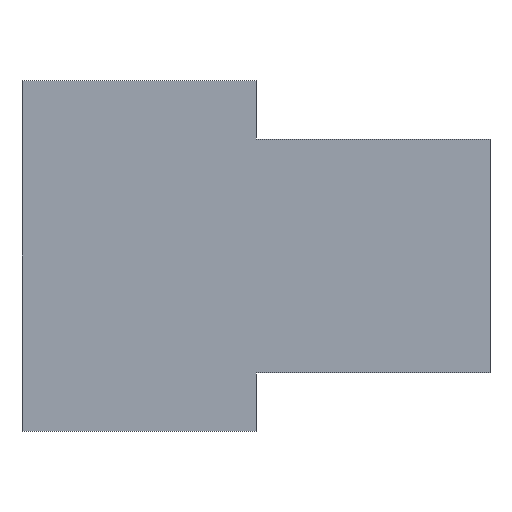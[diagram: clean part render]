
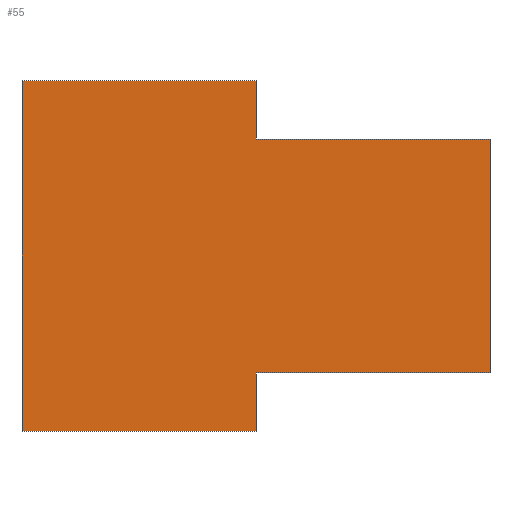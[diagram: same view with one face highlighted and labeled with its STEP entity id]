
A CAD part, top view. The second image highlights one B-rep face of the part: STEP entity #55.
In plain terms, the highlighted planar face has unit normal (0, 0, 1).
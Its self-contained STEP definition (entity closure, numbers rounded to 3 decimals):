
#12=FACE_OUTER_BOUND('',#13,.T.);
#13=EDGE_LOOP('',(#46,#47,#48,#49,#50,#51,#52,#53));
#14=LINE('',#88,#22);
#15=LINE('',#90,#23);
#16=LINE('',#92,#24);
#17=LINE('',#94,#25);
#18=LINE('',#96,#26);
#19=LINE('',#98,#27);
#20=LINE('',#100,#28);
#21=LINE('',#101,#29);
#22=VECTOR('',#76,10.);
#23=VECTOR('',#77,10.);
#24=VECTOR('',#78,10.);
#25=VECTOR('',#79,10.);
#26=VECTOR('',#80,10.);
#27=VECTOR('',#81,10.);
#28=VECTOR('',#82,10.);
#29=VECTOR('',#83,10.);
#30=VERTEX_POINT('',#86);
#31=VERTEX_POINT('',#87);
#32=VERTEX_POINT('',#89);
#33=VERTEX_POINT('',#91);
#34=VERTEX_POINT('',#93);
#35=VERTEX_POINT('',#95);
#36=VERTEX_POINT('',#97);
#37=VERTEX_POINT('',#99);
#38=EDGE_CURVE('',#30,#31,#14,.T.);
#39=EDGE_CURVE('',#31,#32,#15,.T.);
#40=EDGE_CURVE('',#32,#33,#16,.T.);
#41=EDGE_CURVE('',#33,#34,#17,.T.);
#42=EDGE_CURVE('',#35,#34,#18,.T.);
#43=EDGE_CURVE('',#35,#36,#19,.T.);
#44=EDGE_CURVE('',#37,#36,#20,.T.);
#45=EDGE_CURVE('',#30,#37,#21,.T.);
#46=ORIENTED_EDGE('',*,*,#38,.T.);
#47=ORIENTED_EDGE('',*,*,#39,.T.);
#48=ORIENTED_EDGE('',*,*,#40,.T.);
#49=ORIENTED_EDGE('',*,*,#41,.T.);
#50=ORIENTED_EDGE('',*,*,#42,.F.);
#51=ORIENTED_EDGE('',*,*,#43,.T.);
#52=ORIENTED_EDGE('',*,*,#44,.F.);
#53=ORIENTED_EDGE('',*,*,#45,.F.);
#54=PLANE('',#71);
#55=ADVANCED_FACE('',(#12),#54,.T.);
#71=AXIS2_PLACEMENT_3D('',#85,#74,#75);
#74=DIRECTION('center_axis',(0.,0.,1.));
#75=DIRECTION('ref_axis',(1.,0.,0.));
#76=DIRECTION('',(1.,0.,0.));
#77=DIRECTION('',(0.,1.,0.));
#78=DIRECTION('',(1.,0.,0.));
#79=DIRECTION('',(0.,1.,0.));
#80=DIRECTION('',(1.,0.,0.));
#81=DIRECTION('',(0.,1.,0.));
#82=DIRECTION('',(1.,0.,0.));
#83=DIRECTION('',(0.,1.,0.));
#85=CARTESIAN_POINT('Origin',(100.,0.,0.));
#86=CARTESIAN_POINT('',(0.,-75.,0.));
#87=CARTESIAN_POINT('',(100.,-75.,0.));
#88=CARTESIAN_POINT('',(0.,-75.,0.));
#89=CARTESIAN_POINT('',(100.,-50.,0.));
#90=CARTESIAN_POINT('',(100.,-75.,0.));
#91=CARTESIAN_POINT('',(200.,-50.,0.));
#92=CARTESIAN_POINT('',(100.,-50.,0.));
#93=CARTESIAN_POINT('',(200.,50.,0.));
#94=CARTESIAN_POINT('',(200.,-50.,0.));
#95=CARTESIAN_POINT('',(100.,50.,0.));
#96=CARTESIAN_POINT('',(100.,50.,0.));
#97=CARTESIAN_POINT('',(100.,75.,0.));
#98=CARTESIAN_POINT('',(100.,50.,0.));
#99=CARTESIAN_POINT('',(0.,75.,0.));
#100=CARTESIAN_POINT('',(0.,75.,0.));
#101=CARTESIAN_POINT('',(0.,-75.,0.));
